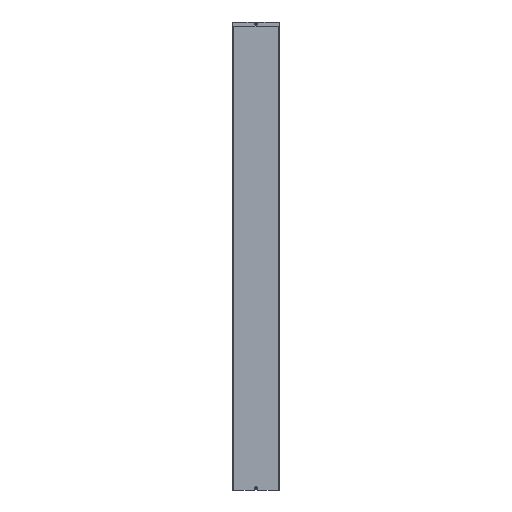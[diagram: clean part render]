
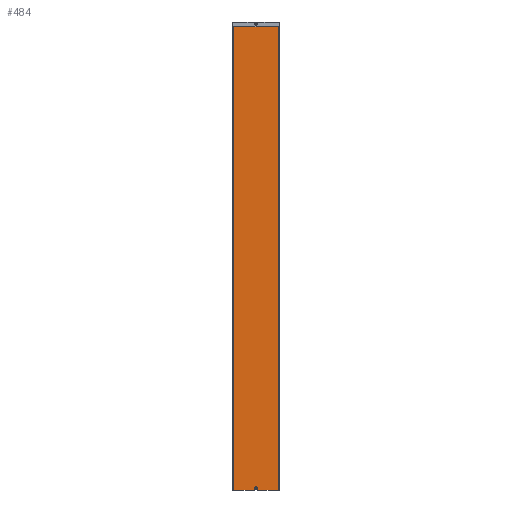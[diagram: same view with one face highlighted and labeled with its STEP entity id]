
A CAD part, front view. The second image highlights one B-rep face of the part: STEP entity #484.
In plain terms, the highlighted planar face has unit normal (0, -1, 0).
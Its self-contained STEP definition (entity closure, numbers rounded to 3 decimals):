
#9 = CARTESIAN_POINT ( 'NONE',  ( 11.414, 0., -2969. ) ) ;
#45 = VERTEX_POINT ( 'NONE', #5051 ) ;
#67 = LINE ( 'NONE', #1262, #5283 ) ;
#153 = CIRCLE ( 'NONE', #4050, 0.5 ) ;
#171 = ORIENTED_EDGE ( 'NONE', *, *, #1610, .F. ) ;
#237 = VERTEX_POINT ( 'NONE', #3726 ) ;
#350 = CARTESIAN_POINT ( 'NONE',  ( -150., 0., -2969. ) ) ;
#356 = ORIENTED_EDGE ( 'NONE', *, *, #2783, .T. ) ;
#428 = VERTEX_POINT ( 'NONE', #9 ) ;
#470 = CIRCLE ( 'NONE', #1580, 0.5 ) ;
#484 = ADVANCED_FACE ( 'NONE', ( #5553, #8173 ), #7825, .T. ) ;
#646 = CARTESIAN_POINT ( 'NONE',  ( -150., 0., -2969. ) ) ;
#697 = CARTESIAN_POINT ( 'NONE',  ( -11.207, 0., -2969. ) ) ;
#704 = EDGE_LOOP ( 'NONE', ( #4808, #5775 ) ) ;
#770 = CARTESIAN_POINT ( 'NONE',  ( 10.854, 0., -2968.646 ) ) ;
#1062 = CARTESIAN_POINT ( 'NONE',  ( -136.583, 0., 0. ) ) ;
#1071 = CARTESIAN_POINT ( 'NONE',  ( 0., 0., 0. ) ) ;
#1262 = CARTESIAN_POINT ( 'NONE',  ( 149., 0., -2969. ) ) ;
#1321 = CARTESIAN_POINT ( 'NONE',  ( -10.854, 0., -2968.646 ) ) ;
#1396 = CARTESIAN_POINT ( 'NONE',  ( 0., 0., -2955. ) ) ;
#1401 = ORIENTED_EDGE ( 'NONE', *, *, #8046, .T. ) ;
#1446 = ORIENTED_EDGE ( 'NONE', *, *, #3776, .F. ) ;
#1457 = ORIENTED_EDGE ( 'NONE', *, *, #2550, .T. ) ;
#1580 = AXIS2_PLACEMENT_3D ( 'NONE', #2865, #7817, #3589 ) ;
#1610 = EDGE_CURVE ( 'NONE', #45, #3099, #9008, .T. ) ;
#1616 = VERTEX_POINT ( 'NONE', #7113 ) ;
#1646 = VERTEX_POINT ( 'NONE', #6448 ) ;
#1811 = CARTESIAN_POINT ( 'NONE',  ( -74.499, 0., 0. ) ) ;
#2014 = ORIENTED_EDGE ( 'NONE', *, *, #8225, .F. ) ;
#2020 = CARTESIAN_POINT ( 'NONE',  ( 10.5, 0., -2969. ) ) ;
#2095 = CIRCLE ( 'NONE', #4706, 0.5 ) ;
#2096 = DIRECTION ( 'NONE',  ( 0., 0., 1. ) ) ;
#2133 = CARTESIAN_POINT ( 'NONE',  ( 150., 0., -2969. ) ) ;
#2199 = DIRECTION ( 'NONE',  ( 0., 0., 1. ) ) ;
#2302 = DIRECTION ( 'NONE',  ( 0.707, 0., -0.707 ) ) ;
#2419 = LINE ( 'NONE', #8610, #2928 ) ;
#2492 = CARTESIAN_POINT ( 'NONE',  ( 0., 0., -2962.3 ) ) ;
#2498 = VECTOR ( 'NONE', #4539, 1000. ) ;
#2502 = CARTESIAN_POINT ( 'NONE',  ( -12.417, 0., 0. ) ) ;
#2536 = EDGE_CURVE ( 'NONE', #9027, #3304, #3892, .T. ) ;
#2550 = EDGE_CURVE ( 'NONE', #428, #1616, #3269, .T. ) ;
#2655 = VERTEX_POINT ( 'NONE', #3602 ) ;
#2715 = DIRECTION ( 'NONE',  ( 0., 0., 1. ) ) ;
#2783 = EDGE_CURVE ( 'NONE', #8496, #428, #153, .T. ) ;
#2784 = ORIENTED_EDGE ( 'NONE', *, *, #7928, .T. ) ;
#2788 = DIRECTION ( 'NONE',  ( 1., 0., 0. ) ) ;
#2865 = CARTESIAN_POINT ( 'NONE',  ( -11.414, 0., -2968.5 ) ) ;
#2899 = CARTESIAN_POINT ( 'NONE',  ( 10.5, 0., -2968.5 ) ) ;
#2928 = VECTOR ( 'NONE', #5772, 1000. ) ;
#3065 = LINE ( 'NONE', #350, #2498 ) ;
#3099 = VERTEX_POINT ( 'NONE', #5191 ) ;
#3124 = CARTESIAN_POINT ( 'NONE',  ( -150., 0., -2968.5 ) ) ;
#3131 = CARTESIAN_POINT ( 'NONE',  ( 11.414, 0., -2968.5 ) ) ;
#3143 = EDGE_CURVE ( 'NONE', #237, #8147, #8542, .T. ) ;
#3148 = VECTOR ( 'NONE', #2302, 1000. ) ;
#3190 = VERTEX_POINT ( 'NONE', #5404 ) ;
#3269 = LINE ( 'NONE', #646, #3773 ) ;
#3304 = VERTEX_POINT ( 'NONE', #4094 ) ;
#3541 = ORIENTED_EDGE ( 'NONE', *, *, #7241, .T. ) ;
#3558 = CARTESIAN_POINT ( 'NONE',  ( -10.5, 0., -2969. ) ) ;
#3589 = DIRECTION ( 'NONE',  ( 1., 0., 0. ) ) ;
#3602 = CARTESIAN_POINT ( 'NONE',  ( -11.061, 0., -2968.854 ) ) ;
#3661 = ORIENTED_EDGE ( 'NONE', *, *, #6983, .T. ) ;
#3726 = CARTESIAN_POINT ( 'NONE',  ( -10.5, 0., -2968.5 ) ) ;
#3773 = VECTOR ( 'NONE', #2788, 1000. ) ;
#3776 = EDGE_CURVE ( 'NONE', #3099, #5064, #6075, .T. ) ;
#3781 = LINE ( 'NONE', #6524, #3148 ) ;
#3831 = DIRECTION ( 'NONE',  ( 1., 0., 0. ) ) ;
#3837 = DIRECTION ( 'NONE',  ( 1., 0., 0. ) ) ;
#3892 = CIRCLE ( 'NONE', #8020, 7.3 ) ;
#3912 = ORIENTED_EDGE ( 'NONE', *, *, #5256, .T. ) ;
#4019 = CARTESIAN_POINT ( 'NONE',  ( 0., 0., -2955. ) ) ;
#4027 = ORIENTED_EDGE ( 'NONE', *, *, #7563, .T. ) ;
#4050 = AXIS2_PLACEMENT_3D ( 'NONE', #3131, #8066, #3837 ) ;
#4094 = CARTESIAN_POINT ( 'NONE',  ( 0., 0., -2947.7 ) ) ;
#4141 = ORIENTED_EDGE ( 'NONE', *, *, #3143, .T. ) ;
#4245 = DIRECTION ( 'NONE',  ( 0., 0., 1. ) ) ;
#4262 = VERTEX_POINT ( 'NONE', #770 ) ;
#4539 = DIRECTION ( 'NONE',  ( 1., 0., 0. ) ) ;
#4592 = EDGE_CURVE ( 'NONE', #3304, #9027, #5967, .T. ) ;
#4706 = AXIS2_PLACEMENT_3D ( 'NONE', #2020, #6960, #2715 ) ;
#4730 = DIRECTION ( 'NONE',  ( 0., 0., 1. ) ) ;
#4756 = DIRECTION ( 'NONE',  ( 0., 0., 1. ) ) ;
#4808 = ORIENTED_EDGE ( 'NONE', *, *, #4592, .T. ) ;
#4964 = CARTESIAN_POINT ( 'NONE',  ( -149., 0., -2969. ) ) ;
#5051 = CARTESIAN_POINT ( 'NONE',  ( -149., 0., -2969. ) ) ;
#5064 = VERTEX_POINT ( 'NONE', #1071 ) ;
#5191 = CARTESIAN_POINT ( 'NONE',  ( -149., 0., 0. ) ) ;
#5256 = EDGE_CURVE ( 'NONE', #2655, #7934, #7650, .T. ) ;
#5283 = VECTOR ( 'NONE', #4756, 1000. ) ;
#5404 = CARTESIAN_POINT ( 'NONE',  ( -11.414, 0., -2969. ) ) ;
#5553 = FACE_BOUND ( 'NONE', #704, .T. ) ;
#5619 = DIRECTION ( 'NONE',  ( 0.707, 0., 0.707 ) ) ;
#5772 = DIRECTION ( 'NONE',  ( 1., 0., 0. ) ) ;
#5775 = ORIENTED_EDGE ( 'NONE', *, *, #2536, .T. ) ;
#5888 = VECTOR ( 'NONE', #3831, 1000. ) ;
#5967 = CIRCLE ( 'NONE', #9043, 7.3 ) ;
#6018 = CARTESIAN_POINT ( 'NONE',  ( -111.749, 0., 0. ) ) ;
#6075 = B_SPLINE_CURVE_WITH_KNOTS ( 'NONE', 3,
 ( #8829, #1062, #6018, #1811, #6740, #2502, #7448 ),
 .UNSPECIFIED., .F., .F.,
 ( 4, 1, 1, 1, 4 ),
 ( 0., 0.25, 0.5, 0.75, 1. ),
 .UNSPECIFIED. ) ;
#6189 = AXIS2_PLACEMENT_3D ( 'NONE', #2133, #7761, #8250 ) ;
#6315 = DIRECTION ( 'NONE',  ( 0., 1., 0. ) ) ;
#6448 = CARTESIAN_POINT ( 'NONE',  ( 149., 0., 0. ) ) ;
#6524 = CARTESIAN_POINT ( 'NONE',  ( 11.207, 0., -2969. ) ) ;
#6740 = CARTESIAN_POINT ( 'NONE',  ( -37.25, 0., 0. ) ) ;
#6909 = EDGE_LOOP ( 'NONE', ( #4027, #356, #1457, #3541, #2014, #1446, #171, #3661, #8683, #3912, #1401, #4141, #2784 ) ) ;
#6960 = DIRECTION ( 'NONE',  ( 0., 1., 0. ) ) ;
#6983 = EDGE_CURVE ( 'NONE', #45, #3190, #3065, .T. ) ;
#7076 = AXIS2_PLACEMENT_3D ( 'NONE', #3558, #8480, #4245 ) ;
#7113 = CARTESIAN_POINT ( 'NONE',  ( 149., 0., -2969. ) ) ;
#7241 = EDGE_CURVE ( 'NONE', #1616, #1646, #67, .T. ) ;
#7448 = CARTESIAN_POINT ( 'NONE',  ( 0., 0., 0. ) ) ;
#7532 = CARTESIAN_POINT ( 'NONE',  ( 11.061, 0., -2968.854 ) ) ;
#7563 = EDGE_CURVE ( 'NONE', #4262, #8496, #3781, .T. ) ;
#7568 = VECTOR ( 'NONE', #2199, 1000. ) ;
#7650 = LINE ( 'NONE', #697, #8728 ) ;
#7761 = DIRECTION ( 'NONE',  ( 0., -1., 0. ) ) ;
#7817 = DIRECTION ( 'NONE',  ( 0., -1., 0. ) ) ;
#7825 = PLANE ( 'NONE',  #6189 ) ;
#7928 = EDGE_CURVE ( 'NONE', #8147, #4262, #2095, .T. ) ;
#7934 = VERTEX_POINT ( 'NONE', #1321 ) ;
#8020 = AXIS2_PLACEMENT_3D ( 'NONE', #1396, #6315, #2096 ) ;
#8046 = EDGE_CURVE ( 'NONE', #7934, #237, #9123, .T. ) ;
#8066 = DIRECTION ( 'NONE',  ( 0., -1., 0. ) ) ;
#8087 = EDGE_CURVE ( 'NONE', #3190, #2655, #470, .T. ) ;
#8147 = VERTEX_POINT ( 'NONE', #2899 ) ;
#8173 = FACE_OUTER_BOUND ( 'NONE', #6909, .T. ) ;
#8225 = EDGE_CURVE ( 'NONE', #5064, #1646, #2419, .T. ) ;
#8250 = DIRECTION ( 'NONE',  ( 1., 0., 0. ) ) ;
#8480 = DIRECTION ( 'NONE',  ( 0., 1., 0. ) ) ;
#8496 = VERTEX_POINT ( 'NONE', #7532 ) ;
#8542 = LINE ( 'NONE', #3124, #5888 ) ;
#8610 = CARTESIAN_POINT ( 'NONE',  ( -149., 0., 0. ) ) ;
#8683 = ORIENTED_EDGE ( 'NONE', *, *, #8087, .T. ) ;
#8728 = VECTOR ( 'NONE', #5619, 1000. ) ;
#8829 = CARTESIAN_POINT ( 'NONE',  ( -149., 0., 0. ) ) ;
#8971 = DIRECTION ( 'NONE',  ( 0., 1., 0. ) ) ;
#9008 = LINE ( 'NONE', #4964, #7568 ) ;
#9027 = VERTEX_POINT ( 'NONE', #2492 ) ;
#9043 = AXIS2_PLACEMENT_3D ( 'NONE', #4019, #8971, #4730 ) ;
#9123 = CIRCLE ( 'NONE', #7076, 0.5 ) ;
